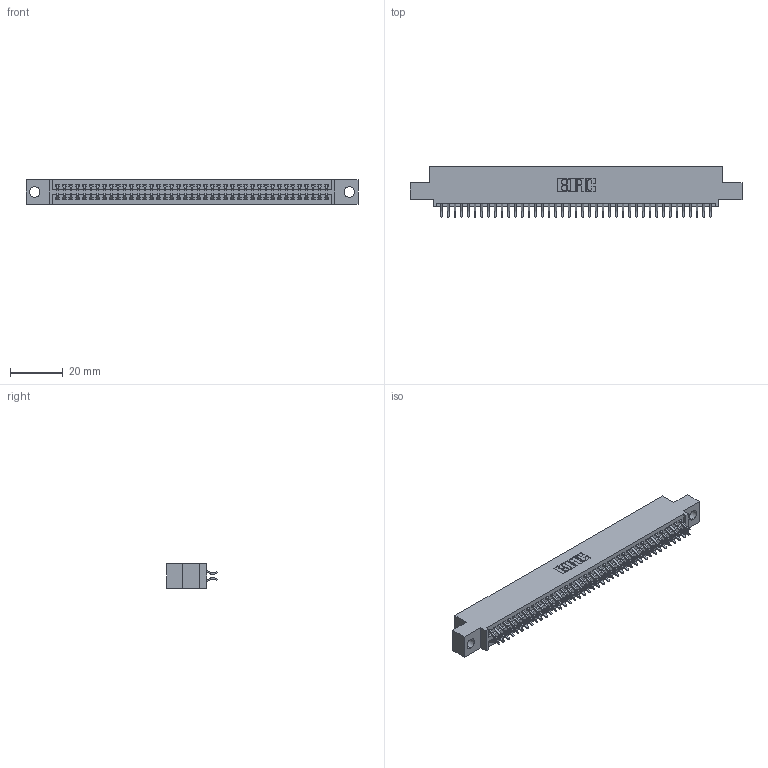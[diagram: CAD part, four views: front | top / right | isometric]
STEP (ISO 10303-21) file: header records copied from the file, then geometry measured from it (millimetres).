
FILE_DESCRIPTION (( 'STEP AP203' ), '1' );
FILE_NAME ('345-082-556-504.STEP', '2021-05-20T12:16:04', ( '' ), ( '' ), 'SwSTEP 2.0', 'SolidWorks 2020', '' );
FILE_SCHEMA (( 'CONFIG_CONTROL_DESIGN' ));
Length unit declared in the file: inch
Products named in the file (3): 345 Part_0.110 Offset - 0.156 Dia-TI; 345-292-001_556 Tail; 345-082-556-504
Assembly tree (83 placements, depth 2):
  345-082-556-504
    345 Part_0.110 Offset - 0.156 Dia-TI
    345-292-001_556 Tail  x82
Bounding box: 125.35 x 19.24 x 9.4 mm (x, y, z)
Volume: 11984.7 mm3; surface area: 17568.7 mm2
Topology: 83 solids, 83 shells, 4736 faces, 14083 edges, 9278 vertices
Faces by surface type: plane 3132, cylinder 1604
Entity records: 33075 total; most frequent: CARTESIAN_POINT 5566, ORIENTED_EDGE 5486, DIRECTION 4895, EDGE_CURVE 2743, VECTOR 2439, LINE 2439, VERTEX_POINT 1826, AXIS2_PLACEMENT_3D 1228
